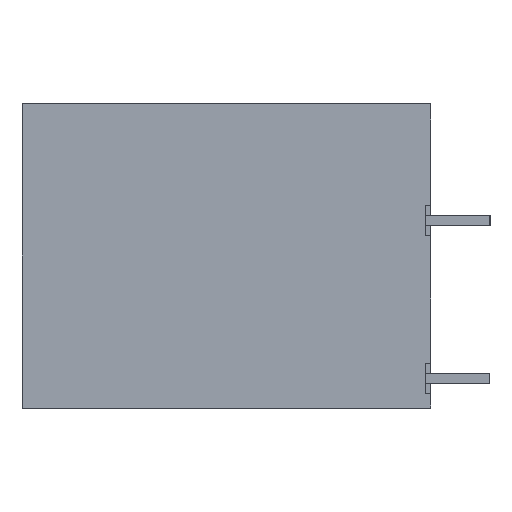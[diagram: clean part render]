
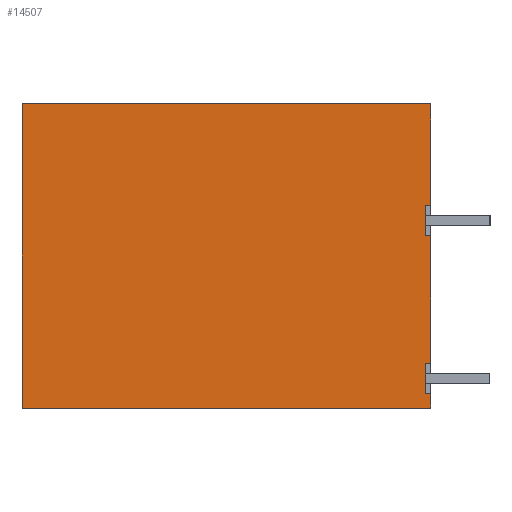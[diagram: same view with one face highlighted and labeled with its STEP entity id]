
A CAD part, left-side view. The second image highlights one B-rep face of the part: STEP entity #14507.
In plain terms, the highlighted planar face has unit normal (-1, 0, 0).
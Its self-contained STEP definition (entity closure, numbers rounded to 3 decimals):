
#14479=AXIS2_PLACEMENT_3D('Plane Axis2P3D',#14476,#14477,#14478) ;
#188=CARTESIAN_POINT('Vertex',(0.,3.8,0.85)) ;
#232=CARTESIAN_POINT('Vertex',(0.,3.8,2.65)) ;
#235=CARTESIAN_POINT('Line Origine',(0.,3.8,1.75)) ;
#768=CARTESIAN_POINT('Vertex',(0.,3.8,10.2)) ;
#789=CARTESIAN_POINT('Vertex',(0.,3.8,12.)) ;
#792=CARTESIAN_POINT('Line Origine',(0.,3.8,11.1)) ;
#6297=CARTESIAN_POINT('Vertex',(0.,3.5,10.2)) ;
#6300=CARTESIAN_POINT('Line Origine',(0.,3.5,6.425)) ;
#6304=CARTESIAN_POINT('Vertex',(0.,3.5,2.65)) ;
#6325=CARTESIAN_POINT('Line Origine',(0.,3.65,10.2)) ;
#6343=CARTESIAN_POINT('Line Origine',(0.,3.65,2.65)) ;
#6399=CARTESIAN_POINT('Vertex',(0.,3.5,0.85)) ;
#6409=CARTESIAN_POINT('Line Origine',(0.,3.65,0.85)) ;
#6422=CARTESIAN_POINT('Line Origine',(0.,3.5,0.425)) ;
#6426=CARTESIAN_POINT('Vertex',(0.,3.5,0.)) ;
#6454=CARTESIAN_POINT('Line Origine',(0.,15.6,0.)) ;
#6458=CARTESIAN_POINT('Vertex',(0.,27.7,0.)) ;
#6597=CARTESIAN_POINT('Vertex',(0.,3.5,12.)) ;
#6600=CARTESIAN_POINT('Line Origine',(0.,3.65,12.)) ;
#14433=CARTESIAN_POINT('Line Origine',(0.,3.5,15.)) ;
#14437=CARTESIAN_POINT('Vertex',(0.,3.5,18.)) ;
#14476=CARTESIAN_POINT('Axis2P3D Location',(0.,0.,0.)) ;
#14481=CARTESIAN_POINT('Line Origine',(0.,15.6,18.)) ;
#14485=CARTESIAN_POINT('Vertex',(0.,27.7,18.)) ;
#14488=CARTESIAN_POINT('Line Origine',(0.,27.7,9.)) ;
#236=DIRECTION('Vector Direction',(0.,0.,-1.)) ;
#793=DIRECTION('Vector Direction',(0.,0.,-1.)) ;
#6301=DIRECTION('Vector Direction',(0.,0.,-1.)) ;
#6326=DIRECTION('Vector Direction',(0.,1.,0.)) ;
#6344=DIRECTION('Vector Direction',(0.,1.,0.)) ;
#6410=DIRECTION('Vector Direction',(0.,1.,0.)) ;
#6423=DIRECTION('Vector Direction',(0.,0.,-1.)) ;
#6455=DIRECTION('Vector Direction',(0.,1.,0.)) ;
#6601=DIRECTION('Vector Direction',(0.,1.,0.)) ;
#14434=DIRECTION('Vector Direction',(0.,0.,-1.)) ;
#14477=DIRECTION('Axis2P3D Direction',(-1.,0.,0.)) ;
#14478=DIRECTION('Axis2P3D XDirection',(0.,0.,1.)) ;
#14482=DIRECTION('Vector Direction',(0.,-1.,0.)) ;
#14489=DIRECTION('Vector Direction',(0.,0.,1.)) ;
#237=VECTOR('Line Direction',#236,1.) ;
#794=VECTOR('Line Direction',#793,1.) ;
#6302=VECTOR('Line Direction',#6301,1.) ;
#6327=VECTOR('Line Direction',#6326,1.) ;
#6345=VECTOR('Line Direction',#6344,1.) ;
#6411=VECTOR('Line Direction',#6410,1.) ;
#6424=VECTOR('Line Direction',#6423,1.) ;
#6456=VECTOR('Line Direction',#6455,1.) ;
#6602=VECTOR('Line Direction',#6601,1.) ;
#14435=VECTOR('Line Direction',#14434,1.) ;
#14483=VECTOR('Line Direction',#14482,1.) ;
#14490=VECTOR('Line Direction',#14489,1.) ;
#14494=ORIENTED_EDGE('',*,*,#796,.F.) ;
#14495=ORIENTED_EDGE('',*,*,#6604,.F.) ;
#14496=ORIENTED_EDGE('',*,*,#14439,.T.) ;
#14497=ORIENTED_EDGE('',*,*,#14487,.T.) ;
#14498=ORIENTED_EDGE('',*,*,#14492,.T.) ;
#14499=ORIENTED_EDGE('',*,*,#6460,.T.) ;
#14500=ORIENTED_EDGE('',*,*,#6428,.T.) ;
#14501=ORIENTED_EDGE('',*,*,#6413,.T.) ;
#14502=ORIENTED_EDGE('',*,*,#239,.F.) ;
#14503=ORIENTED_EDGE('',*,*,#6347,.F.) ;
#14504=ORIENTED_EDGE('',*,*,#6306,.T.) ;
#14505=ORIENTED_EDGE('',*,*,#6329,.T.) ;
#14507=ADVANCED_FACE('HOUSING',(#14506),#14480,.T.) ;
#239=EDGE_CURVE('',#233,#189,#238,.T.) ;
#796=EDGE_CURVE('',#790,#769,#795,.T.) ;
#6306=EDGE_CURVE('',#6305,#6298,#6303,.F.) ;
#6329=EDGE_CURVE('',#6298,#769,#6328,.T.) ;
#6347=EDGE_CURVE('',#6305,#233,#6346,.T.) ;
#6413=EDGE_CURVE('',#6400,#189,#6412,.T.) ;
#6428=EDGE_CURVE('',#6427,#6400,#6425,.F.) ;
#6460=EDGE_CURVE('',#6459,#6427,#6457,.F.) ;
#6604=EDGE_CURVE('',#6598,#790,#6603,.T.) ;
#14439=EDGE_CURVE('',#6598,#14438,#14436,.F.) ;
#14487=EDGE_CURVE('',#14438,#14486,#14484,.F.) ;
#14492=EDGE_CURVE('',#14486,#6459,#14491,.F.) ;
#14493=EDGE_LOOP('',(#14494,#14495,#14496,#14497,#14498,#14499,#14500,#14501,#14502,#14503,#14504,#14505)) ;
#14506=FACE_OUTER_BOUND('',#14493,.T.) ;
#238=LINE('Line',#235,#237) ;
#795=LINE('Line',#792,#794) ;
#6303=LINE('Line',#6300,#6302) ;
#6328=LINE('Line',#6325,#6327) ;
#6346=LINE('Line',#6343,#6345) ;
#6412=LINE('Line',#6409,#6411) ;
#6425=LINE('Line',#6422,#6424) ;
#6457=LINE('Line',#6454,#6456) ;
#6603=LINE('Line',#6600,#6602) ;
#14436=LINE('Line',#14433,#14435) ;
#14484=LINE('Line',#14481,#14483) ;
#14491=LINE('Line',#14488,#14490) ;
#14480=PLANE('',#14479) ;
#189=VERTEX_POINT('',#188) ;
#233=VERTEX_POINT('',#232) ;
#769=VERTEX_POINT('',#768) ;
#790=VERTEX_POINT('',#789) ;
#6298=VERTEX_POINT('',#6297) ;
#6305=VERTEX_POINT('',#6304) ;
#6400=VERTEX_POINT('',#6399) ;
#6427=VERTEX_POINT('',#6426) ;
#6459=VERTEX_POINT('',#6458) ;
#6598=VERTEX_POINT('',#6597) ;
#14438=VERTEX_POINT('',#14437) ;
#14486=VERTEX_POINT('',#14485) ;
